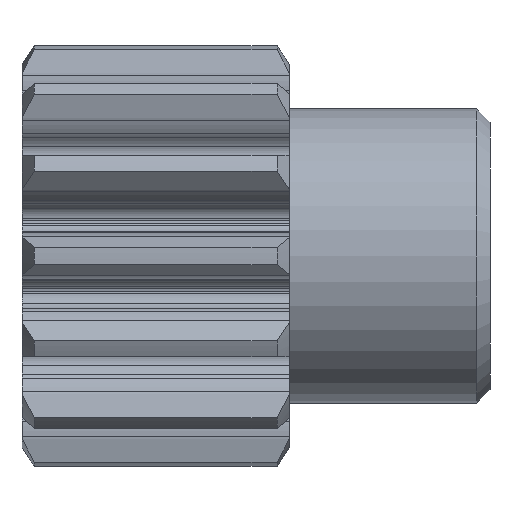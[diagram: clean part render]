
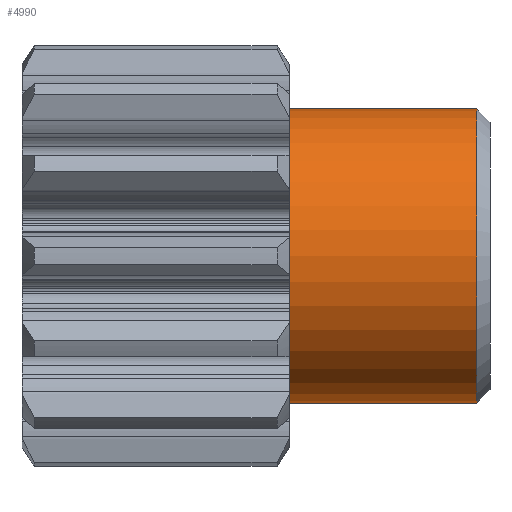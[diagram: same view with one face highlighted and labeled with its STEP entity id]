
A CAD part, front view. The second image highlights one B-rep face of the part: STEP entity #4990.
In plain terms, the highlighted cylindrical face has radius 11 mm (diameter 22 mm), a partial arc.
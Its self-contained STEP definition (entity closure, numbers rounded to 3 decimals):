
#3072=CARTESIAN_POINT('',(20.,0.,11.));
#3073=VERTEX_POINT('',#3072);
#3074=CARTESIAN_POINT('',(20.,-0.,-11.));
#3075=VERTEX_POINT('',#3074);
#3076=CARTESIAN_POINT('',(20.,0.,0.));
#3077=DIRECTION('',(1.,0.,0.));
#3078=DIRECTION('',(0.,0.,-1.));
#3079=AXIS2_PLACEMENT_3D('',#3076,#3077,#3078);
#3080=CIRCLE('',#3079,11.);
#3081=EDGE_CURVE('',#3073,#3075,#3080,.T.);
#4959=CARTESIAN_POINT('',(35.,0.,0.));
#4960=DIRECTION('',(1.,0.,0.));
#4961=DIRECTION('',(0.,0.,-1.));
#4962=AXIS2_PLACEMENT_3D('',#4959,#4960,#4961);
#4963=CYLINDRICAL_SURFACE('',#4962,11.);
#4964=CARTESIAN_POINT('',(34.,0.,11.));
#4965=VERTEX_POINT('',#4964);
#4966=CARTESIAN_POINT('',(34.,0.,11.));
#4967=DIRECTION('',(-1.,-0.,0.));
#4968=VECTOR('',#4967,14.);
#4969=LINE('',#4966,#4968);
#4970=EDGE_CURVE('',#4965,#3073,#4969,.T.);
#4971=ORIENTED_EDGE('',*,*,#4970,.T.);
#4972=ORIENTED_EDGE('',*,*,#3081,.T.);
#4973=CARTESIAN_POINT('',(34.,-0.,-11.));
#4974=VERTEX_POINT('',#4973);
#4975=CARTESIAN_POINT('',(34.,0.,-11.));
#4976=DIRECTION('',(-1.,-0.,0.));
#4977=VECTOR('',#4976,14.);
#4978=LINE('',#4975,#4977);
#4979=EDGE_CURVE('',#4974,#3075,#4978,.T.);
#4980=ORIENTED_EDGE('',*,*,#4979,.F.);
#4981=CARTESIAN_POINT('',(34.,0.,0.));
#4982=DIRECTION('',(1.,0.,0.));
#4983=DIRECTION('',(0.,0.,-1.));
#4984=AXIS2_PLACEMENT_3D('',#4981,#4982,#4983);
#4985=CIRCLE('',#4984,11.);
#4986=EDGE_CURVE('',#4965,#4974,#4985,.T.);
#4987=ORIENTED_EDGE('',*,*,#4986,.F.);
#4988=EDGE_LOOP('',(#4971,#4972,#4980,#4987));
#4989=FACE_BOUND('',#4988,.T.);
#4990=ADVANCED_FACE('',(#4989),#4963,.T.);
